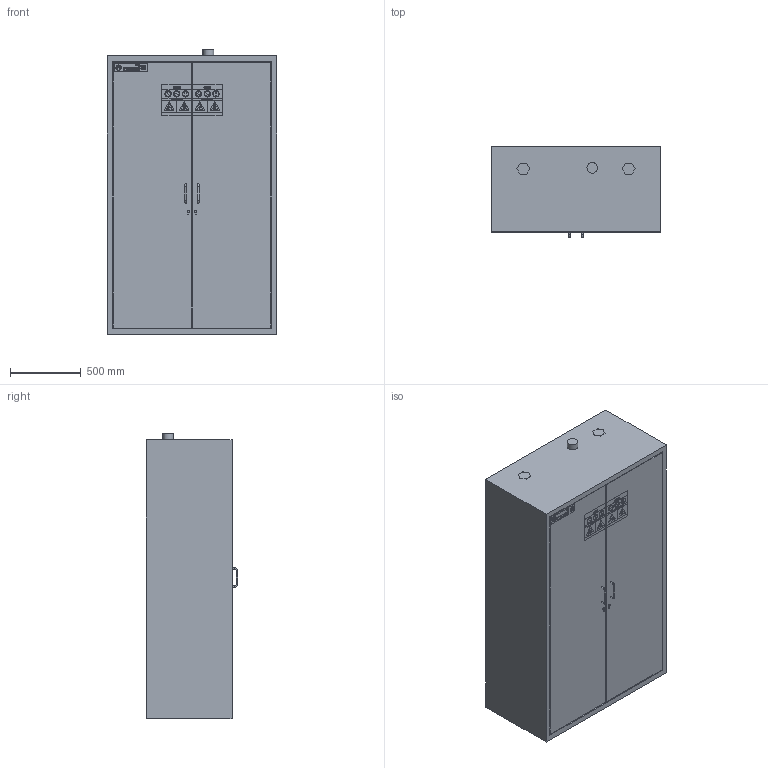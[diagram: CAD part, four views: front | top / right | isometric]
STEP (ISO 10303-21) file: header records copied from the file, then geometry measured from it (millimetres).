
FILE_DESCRIPTION(/* description */ (''),/* implementation_level */ '2;1');
FILE_NAME(/* name */ 'SL.196.120.MV_30606-001-30607_CD.stp',/* time_stamp */ '2017-05-03T10:17:04+02:00',/* author */ ('pproduktmanagement'),/* organization */ (''),/* preprocessor_version */ 'ST-DEVELOPER v16.5',/* originating_system */ 'Autodesk Inventor 2017',/* authorisation */ '');
FILE_SCHEMA (('AUTOMOTIVE_DESIGN { 1 0 10303 214 3 1 1 }'));
Length unit declared in the file: millimetre
Products named in the file (2): SL.196.120.MV_30606-001-30607; SL.196.120.MV_30606-001-30607_CD
Assembly tree (1 placements, depth 2):
  SL.196.120.MV_30606-001-30607
    SL.196.120.MV_30606-001-30607_CD
Bounding box: 1197.76 x 642 x 2010.63 mm (x, y, z)
Volume: 421721527.1 mm3; surface area: 29582602.2 mm2
Topology: 24 solids, 27 shells, 1616 faces, 4028 edges, 2642 vertices
Faces by surface type: plane 1275, bspline 255, cylinder 82, torus 4
Full cylindrical faces by diameter (mm): 5 x4, 10 x6, 11.65 x2, 33.8 x1, 37.8 x1, 40 x2, 45 x6, 75 x1
Entity records: 50902 total; most frequent: CARTESIAN_POINT 12351, ORIENTED_EDGE 8018, DIRECTION 6389, EDGE_CURVE 4005, LINE 3329, VECTOR 3329, VERTEX_POINT 2642, EDGE_LOOP 1825
